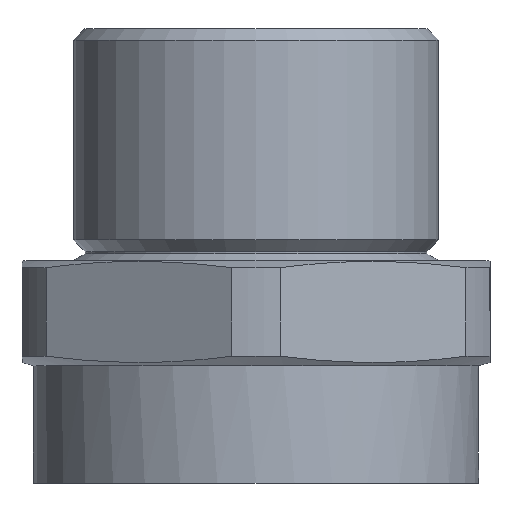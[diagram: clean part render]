
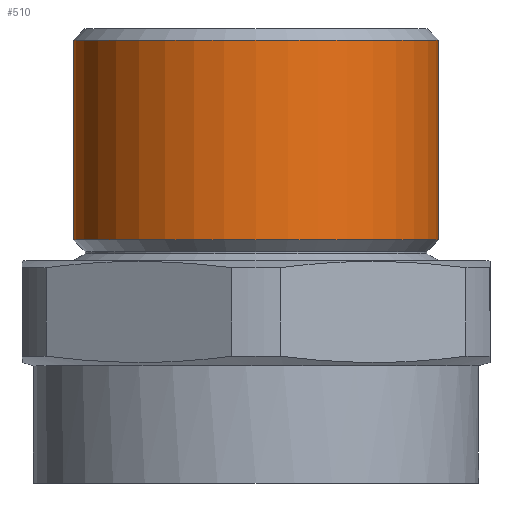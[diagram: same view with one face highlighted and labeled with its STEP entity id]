
A CAD part, front view. The second image highlights one B-rep face of the part: STEP entity #510.
In plain terms, the highlighted cylindrical face has radius 16 mm (diameter 32 mm), a full revolution.
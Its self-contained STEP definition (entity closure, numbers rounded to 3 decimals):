
#45 = ORIENTED_EDGE ( 'NONE', *, *, #51, .F. ) ;
#51 = EDGE_CURVE ( 'NONE', #140, #140, #94, .T. ) ;
#94 = CIRCLE ( 'NONE', #339, 16. ) ;
#100 = AXIS2_PLACEMENT_3D ( 'NONE', #704, #790, #340 ) ;
#101 = VERTEX_POINT ( 'NONE', #523 ) ;
#114 = EDGE_CURVE ( 'NONE', #101, #101, #700, .T. ) ;
#140 = VERTEX_POINT ( 'NONE', #658 ) ;
#241 = FACE_OUTER_BOUND ( 'NONE', #863, .T. ) ;
#264 = DIRECTION ( 'NONE',  ( 0., 0., -1. ) ) ;
#268 = CYLINDRICAL_SURFACE ( 'NONE', #922, 16. ) ;
#281 = EDGE_LOOP ( 'NONE', ( #567 ) ) ;
#339 = AXIS2_PLACEMENT_3D ( 'NONE', #860, #626, #629 ) ;
#340 = DIRECTION ( 'NONE',  ( 1., 0., 0. ) ) ;
#492 = CARTESIAN_POINT ( 'NONE',  ( 0., 0., 0. ) ) ;
#510 = ADVANCED_FACE ( 'NONE', ( #241, #557 ), #268, .T. ) ;
#523 = CARTESIAN_POINT ( 'NONE',  ( 16., 0., 38.8 ) ) ;
#557 = FACE_OUTER_BOUND ( 'NONE', #281, .T. ) ;
#567 = ORIENTED_EDGE ( 'NONE', *, *, #114, .T. ) ;
#626 = DIRECTION ( 'NONE',  ( 0., 0., -1. ) ) ;
#629 = DIRECTION ( 'NONE',  ( 0., 1., 0. ) ) ;
#658 = CARTESIAN_POINT ( 'NONE',  ( 0., 16., 21.317 ) ) ;
#700 = CIRCLE ( 'NONE', #100, 16. ) ;
#703 = DIRECTION ( 'NONE',  ( -1., 0., 0. ) ) ;
#704 = CARTESIAN_POINT ( 'NONE',  ( 0., 0., 38.8 ) ) ;
#790 = DIRECTION ( 'NONE',  ( 0., 0., -1. ) ) ;
#860 = CARTESIAN_POINT ( 'NONE',  ( 0., 0., 21.317 ) ) ;
#863 = EDGE_LOOP ( 'NONE', ( #45 ) ) ;
#922 = AXIS2_PLACEMENT_3D ( 'NONE', #492, #264, #703 ) ;
